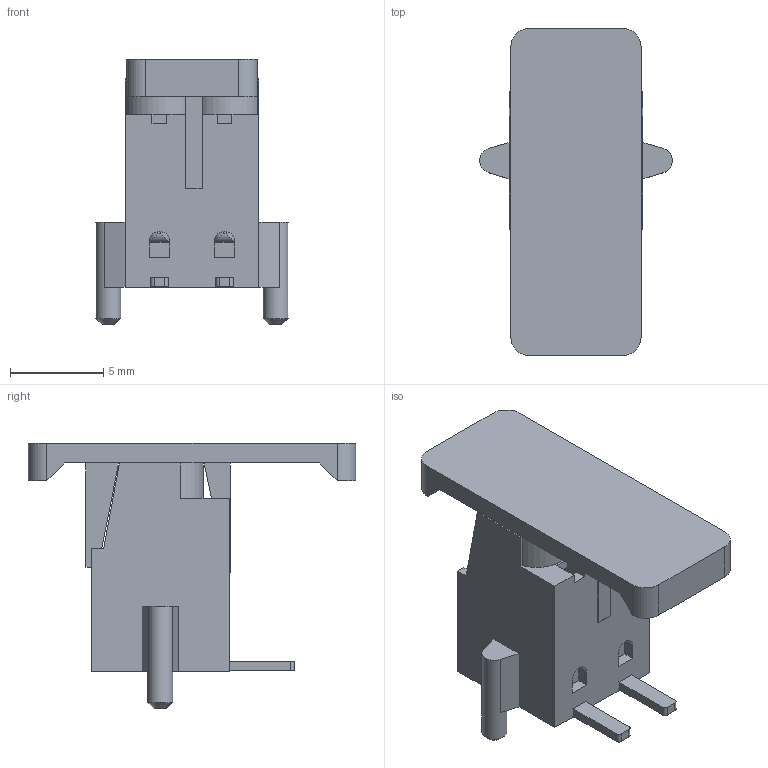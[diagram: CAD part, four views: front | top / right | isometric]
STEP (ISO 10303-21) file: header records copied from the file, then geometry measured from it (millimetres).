
FILE_DESCRIPTION(/* description */ ('Unknown'),/* implementation_level */ '2;1');
FILE_NAME(/* name */ '691508110302',/* time_stamp */ '2016-02-24T16:39:36+01:00',/* author */ ('Unknown'),/* organization */ ('Unknown'),/* preprocessor_version */ 'ST-DEVELOPER v16',/* originating_system */ 'DEX',/* authorisation */ $);
FILE_SCHEMA (('AUTOMOTIVE_DESIGN {1 0 10303 214 3 1 1}'));
Length unit declared in the file: millimetre
Products named in the file (6): 6915081103xx; 691508110002; 6915081100xx_CAGE; 6915081100xx_PIN; 6915081100xx_VIS; CAP Pair
Assembly tree (8 placements, depth 2):
  6915081103xx
    691508110002
    6915081100xx_CAGE  x2
    6915081100xx_PIN  x2
    6915081100xx_VIS  x2
    CAP Pair
Bounding box: 10.35 x 17.6 x 14.25 mm (x, y, z)
Volume: 545 mm3; surface area: 1622.8 mm2
Topology: 8 solids, 8 shells, 288 faces, 772 edges, 504 vertices
Faces by surface type: plane 218, cylinder 60, torus 6, cone 4
Full cylindrical faces by diameter (mm): 1.35 x2, 1.65 x2, 1.9 x2, 2 x2, 2.8 x4
Entity records: 7191 total; most frequent: CARTESIAN_POINT 1340, ORIENTED_EDGE 1186, DIRECTION 1134, EDGE_CURVE 593, LINE 510, VECTOR 510, VERTEX_POINT 393, AXIS2_PLACEMENT_3D 312
